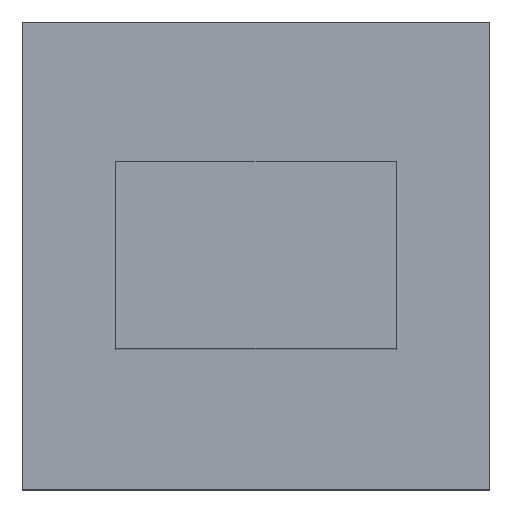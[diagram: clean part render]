
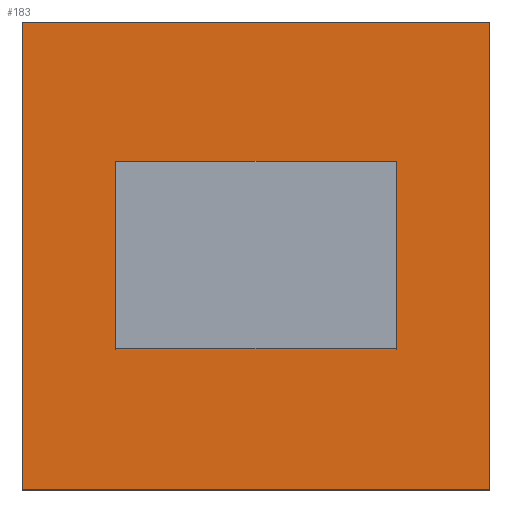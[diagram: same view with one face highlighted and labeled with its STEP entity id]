
A CAD part, top view. The second image highlights one B-rep face of the part: STEP entity #183.
In plain terms, the highlighted planar face has unit normal (0, 0, 1).
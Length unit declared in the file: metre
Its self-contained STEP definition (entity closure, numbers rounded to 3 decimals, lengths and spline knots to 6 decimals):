
#12=ORIENTED_EDGE('',*,*,#60,.F.);
#13=ORIENTED_EDGE('',*,*,#61,.T.);
#14=ORIENTED_EDGE('',*,*,#62,.T.);
#15=ORIENTED_EDGE('',*,*,#63,.F.);
#16=ORIENTED_EDGE('',*,*,#64,.F.);
#17=ORIENTED_EDGE('',*,*,#65,.T.);
#18=ORIENTED_EDGE('',*,*,#66,.T.);
#19=ORIENTED_EDGE('',*,*,#67,.F.);
#60=EDGE_CURVE('',#84,#85,#100,.T.);
#61=EDGE_CURVE('',#84,#86,#101,.T.);
#62=EDGE_CURVE('',#86,#87,#102,.T.);
#63=EDGE_CURVE('',#85,#87,#103,.T.);
#64=EDGE_CURVE('',#88,#89,#104,.T.);
#65=EDGE_CURVE('',#88,#90,#105,.T.);
#66=EDGE_CURVE('',#90,#91,#106,.T.);
#67=EDGE_CURVE('',#89,#91,#107,.T.);
#84=VERTEX_POINT('',#269);
#85=VERTEX_POINT('',#270);
#86=VERTEX_POINT('',#272);
#87=VERTEX_POINT('',#274);
#88=VERTEX_POINT('',#277);
#89=VERTEX_POINT('',#278);
#90=VERTEX_POINT('',#280);
#91=VERTEX_POINT('',#282);
#100=LINE('',#268,#124);
#101=LINE('',#271,#125);
#102=LINE('',#273,#126);
#103=LINE('',#275,#127);
#104=LINE('',#276,#128);
#105=LINE('',#279,#129);
#106=LINE('',#281,#130);
#107=LINE('',#283,#131);
#124=VECTOR('',#222,1.);
#125=VECTOR('',#223,1.);
#126=VECTOR('',#224,1.);
#127=VECTOR('',#225,1.);
#128=VECTOR('',#226,1.);
#129=VECTOR('',#227,1.);
#130=VECTOR('',#228,1.);
#131=VECTOR('',#229,1.);
#148=EDGE_LOOP('',(#12,#13,#14,#15));
#149=EDGE_LOOP('',(#16,#17,#18,#19));
#160=FACE_BOUND('',#148,.T.);
#161=FACE_BOUND('',#149,.T.);
#172=PLANE('',#207);
#183=ADVANCED_FACE('',(#160,#161),#172,.T.);
#207=AXIS2_PLACEMENT_3D('',#267,#220,#221);
#220=DIRECTION('',(0.,0.,1.));
#221=DIRECTION('',(1.,0.,0.));
#222=DIRECTION('',(1.,0.,0.));
#223=DIRECTION('',(0.,-1.,0.));
#224=DIRECTION('',(1.,0.,0.));
#225=DIRECTION('',(0.,-1.,0.));
#226=DIRECTION('',(0.,-1.,0.));
#227=DIRECTION('',(1.,0.,0.));
#228=DIRECTION('',(0.,-1.,0.));
#229=DIRECTION('',(1.,0.,0.));
#267=CARTESIAN_POINT('',(0.,0.,0.003));
#268=CARTESIAN_POINT('',(0.,0.0125,0.003));
#269=CARTESIAN_POINT('',(-0.0125,0.0125,0.003));
#270=CARTESIAN_POINT('',(0.0125,0.0125,0.003));
#271=CARTESIAN_POINT('',(-0.0125,0.,0.003));
#272=CARTESIAN_POINT('',(-0.0125,-0.0125,0.003));
#273=CARTESIAN_POINT('',(0.,-0.0125,0.003));
#274=CARTESIAN_POINT('',(0.0125,-0.0125,0.003));
#275=CARTESIAN_POINT('',(0.0125,0.,0.003));
#276=CARTESIAN_POINT('',(-0.0075,0.,0.003));
#277=CARTESIAN_POINT('',(-0.0075,0.005,0.003));
#278=CARTESIAN_POINT('',(-0.0075,-0.005,0.003));
#279=CARTESIAN_POINT('',(0.,0.005,0.003));
#280=CARTESIAN_POINT('',(0.0075,0.005,0.003));
#281=CARTESIAN_POINT('',(0.0075,0.,0.003));
#282=CARTESIAN_POINT('',(0.0075,-0.005,0.003));
#283=CARTESIAN_POINT('',(0.,-0.005,0.003));
